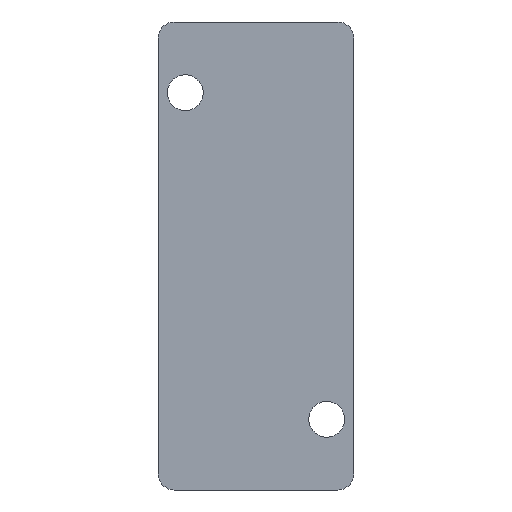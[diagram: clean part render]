
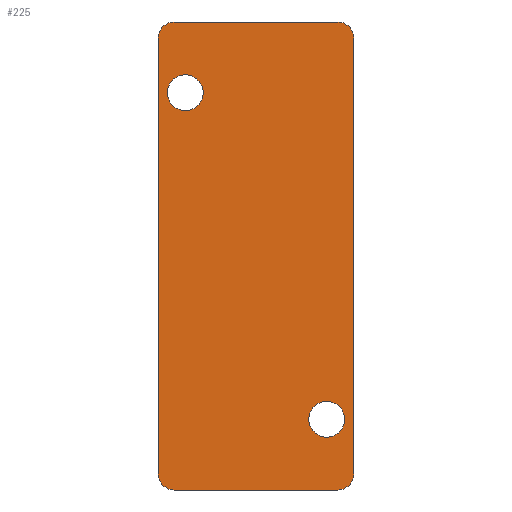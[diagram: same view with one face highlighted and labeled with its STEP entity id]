
A CAD part, front view. The second image highlights one B-rep face of the part: STEP entity #225.
In plain terms, the highlighted planar face has unit normal (0, -1, 0).
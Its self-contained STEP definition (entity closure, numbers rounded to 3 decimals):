
#25=PLANE('',#260);
#28=LINE('',#342,#44);
#32=LINE('',#354,#48);
#36=LINE('',#366,#52);
#40=LINE('',#378,#56);
#44=VECTOR('',#277,1000.);
#48=VECTOR('',#289,1000.);
#52=VECTOR('',#301,1000.);
#56=VECTOR('',#313,1000.);
#100=ORIENTED_EDGE('',*,*,#140,.T.);
#101=ORIENTED_EDGE('',*,*,#141,.T.);
#102=ORIENTED_EDGE('',*,*,#114,.F.);
#103=ORIENTED_EDGE('',*,*,#136,.F.);
#104=ORIENTED_EDGE('',*,*,#133,.F.);
#105=ORIENTED_EDGE('',*,*,#130,.F.);
#106=ORIENTED_EDGE('',*,*,#127,.F.);
#107=ORIENTED_EDGE('',*,*,#124,.F.);
#108=ORIENTED_EDGE('',*,*,#121,.F.);
#109=ORIENTED_EDGE('',*,*,#118,.F.);
#114=EDGE_CURVE('',#142,#143,#162,.T.);
#118=EDGE_CURVE('',#143,#146,#28,.T.);
#121=EDGE_CURVE('',#146,#148,#164,.T.);
#124=EDGE_CURVE('',#148,#150,#32,.T.);
#127=EDGE_CURVE('',#150,#152,#166,.T.);
#130=EDGE_CURVE('',#152,#154,#36,.T.);
#133=EDGE_CURVE('',#154,#156,#168,.T.);
#136=EDGE_CURVE('',#156,#142,#40,.T.);
#140=EDGE_CURVE('',#160,#160,#172,.T.);
#141=EDGE_CURVE('',#161,#161,#173,.T.);
#142=VERTEX_POINT('',#334);
#143=VERTEX_POINT('',#335);
#146=VERTEX_POINT('',#343);
#148=VERTEX_POINT('',#349);
#150=VERTEX_POINT('',#355);
#152=VERTEX_POINT('',#361);
#154=VERTEX_POINT('',#367);
#156=VERTEX_POINT('',#373);
#160=VERTEX_POINT('',#387);
#161=VERTEX_POINT('',#389);
#162=CIRCLE('',#242,1.5);
#164=CIRCLE('',#246,1.5);
#166=CIRCLE('',#250,1.5);
#168=CIRCLE('',#254,1.5);
#172=CIRCLE('',#261,1.65);
#173=CIRCLE('',#262,1.65);
#185=EDGE_LOOP('',(#100));
#186=EDGE_LOOP('',(#101));
#187=EDGE_LOOP('',(#102,#103,#104,#105,#106,#107,#108,#109));
#203=FACE_BOUND('',#185,.T.);
#204=FACE_BOUND('',#186,.T.);
#205=FACE_BOUND('',#187,.T.);
#225=ADVANCED_FACE('',(#203,#204,#205),#25,.F.);
#242=AXIS2_PLACEMENT_3D('',#333,#269,#270);
#246=AXIS2_PLACEMENT_3D('',#348,#282,#283);
#250=AXIS2_PLACEMENT_3D('',#360,#294,#295);
#254=AXIS2_PLACEMENT_3D('',#372,#306,#307);
#260=AXIS2_PLACEMENT_3D('',#385,#321,#322);
#261=AXIS2_PLACEMENT_3D('',#386,#323,#324);
#262=AXIS2_PLACEMENT_3D('',#388,#325,#326);
#269=DIRECTION('',(0.,1.,0.));
#270=DIRECTION('',(1.,0.,0.));
#277=DIRECTION('',(0.,0.,1.));
#282=DIRECTION('',(0.,1.,0.));
#283=DIRECTION('',(1.,0.,0.));
#289=DIRECTION('',(1.,0.,0.));
#294=DIRECTION('',(0.,1.,0.));
#295=DIRECTION('',(1.,0.,0.));
#301=DIRECTION('',(0.,0.,-1.));
#306=DIRECTION('',(0.,1.,0.));
#307=DIRECTION('',(1.,0.,0.));
#313=DIRECTION('',(-1.,0.,0.));
#321=DIRECTION('',(0.,1.,0.));
#322=DIRECTION('',(0.,0.,1.));
#323=DIRECTION('',(0.,1.,0.));
#324=DIRECTION('',(1.,0.,0.));
#325=DIRECTION('',(0.,1.,0.));
#326=DIRECTION('',(1.,0.,0.));
#333=CARTESIAN_POINT('',(-7.5,0.,-20.));
#334=CARTESIAN_POINT('',(-7.5,0.,-21.5));
#335=CARTESIAN_POINT('',(-9.,0.,-20.));
#342=CARTESIAN_POINT('',(-9.,0.,-20.));
#343=CARTESIAN_POINT('',(-9.,0.,20.));
#348=CARTESIAN_POINT('',(-7.5,0.,20.));
#349=CARTESIAN_POINT('',(-7.5,0.,21.5));
#354=CARTESIAN_POINT('',(-7.5,0.,21.5));
#355=CARTESIAN_POINT('',(7.5,0.,21.5));
#360=CARTESIAN_POINT('',(7.5,0.,20.));
#361=CARTESIAN_POINT('',(9.,0.,20.));
#366=CARTESIAN_POINT('',(9.,0.,20.));
#367=CARTESIAN_POINT('',(9.,0.,-20.));
#372=CARTESIAN_POINT('',(7.5,0.,-20.));
#373=CARTESIAN_POINT('',(7.5,0.,-21.5));
#378=CARTESIAN_POINT('',(7.5,0.,-21.5));
#385=CARTESIAN_POINT('',(-7.5,0.,-20.));
#386=CARTESIAN_POINT('',(6.5,0.,-15.));
#387=CARTESIAN_POINT('',(8.15,0.,-15.));
#388=CARTESIAN_POINT('',(-6.5,0.,15.));
#389=CARTESIAN_POINT('',(-4.85,0.,15.));
